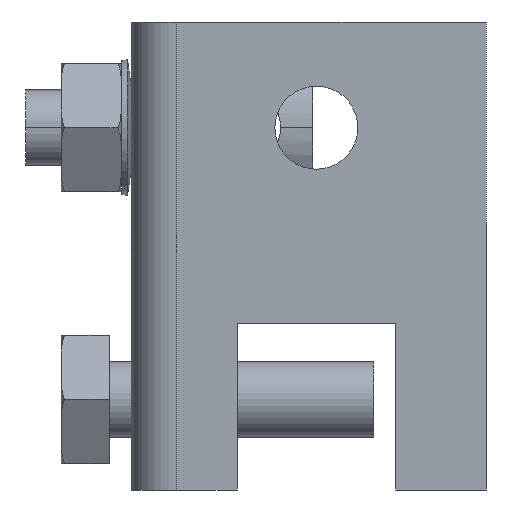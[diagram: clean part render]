
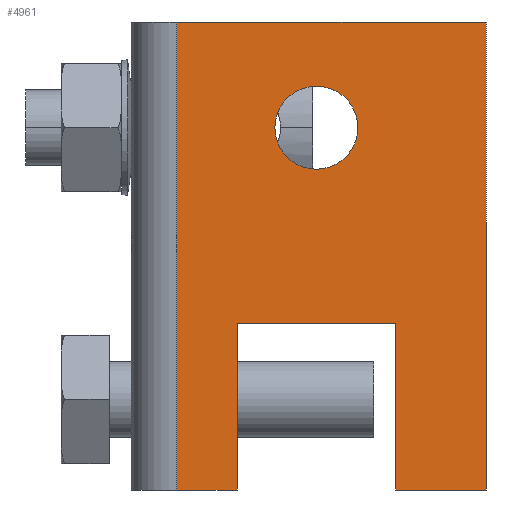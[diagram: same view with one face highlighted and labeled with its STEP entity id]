
A CAD part, left-side view. The second image highlights one B-rep face of the part: STEP entity #4961.
In plain terms, the highlighted planar face has unit normal (-1, 0, 0).
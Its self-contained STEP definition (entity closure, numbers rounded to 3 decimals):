
#167 = EDGE_CURVE ( 'NONE', #1251, #5467, #5827, .T. ) ;
#238 = LINE ( 'NONE', #3080, #4358 ) ;
#275 = DIRECTION ( 'NONE',  ( 0., 0., -1. ) ) ;
#479 = ORIENTED_EDGE ( 'NONE', *, *, #2921, .F. ) ;
#483 = CARTESIAN_POINT ( 'NONE',  ( 39.249, 42.867, 27. ) ) ;
#656 = CARTESIAN_POINT ( 'NONE',  ( 39.249, 38.367, 41. ) ) ;
#752 = DIRECTION ( 'NONE',  ( 0., 0., -1. ) ) ;
#795 = CARTESIAN_POINT ( 'NONE',  ( 39.249, 38.367, 35. ) ) ;
#805 = ORIENTED_EDGE ( 'NONE', *, *, #2461, .F. ) ;
#836 = EDGE_CURVE ( 'NONE', #5566, #4984, #3412, .T. ) ;
#1011 = LINE ( 'NONE', #2936, #4447 ) ;
#1017 = CARTESIAN_POINT ( 'NONE',  ( 39.249, 20.367, -21. ) ) ;
#1059 = VERTEX_POINT ( 'NONE', #3021 ) ;
#1105 = ORIENTED_EDGE ( 'NONE', *, *, #6112, .F. ) ;
#1137 = VECTOR ( 'NONE', #5359, 1000. ) ;
#1138 = FACE_OUTER_BOUND ( 'NONE', #3103, .T. ) ;
#1169 = CARTESIAN_POINT ( 'NONE',  ( 39.249, 38.367, -21. ) ) ;
#1251 = VERTEX_POINT ( 'NONE', #1679 ) ;
#1379 = DIRECTION ( 'NONE',  ( 0., 0., 1. ) ) ;
#1507 = VECTOR ( 'NONE', #752, 1000. ) ;
#1591 = VERTEX_POINT ( 'NONE', #4968 ) ;
#1603 = FACE_BOUND ( 'NONE', #3800, .T. ) ;
#1625 = LINE ( 'NONE', #3562, #2018 ) ;
#1629 = DIRECTION ( 'NONE',  ( 0., 1., 0. ) ) ;
#1679 = CARTESIAN_POINT ( 'NONE',  ( 39.249, 61.367, 41. ) ) ;
#1697 = VECTOR ( 'NONE', #3544, 1000. ) ;
#1722 = VERTEX_POINT ( 'NONE', #1817 ) ;
#1726 = CARTESIAN_POINT ( 'NONE',  ( 39.249, 20.367, 35. ) ) ;
#1750 = DIRECTION ( 'NONE',  ( 0., 0., 1. ) ) ;
#1817 = CARTESIAN_POINT ( 'NONE',  ( 39.249, 32.367, 1. ) ) ;
#1906 = CIRCLE ( 'NONE', #3132, 5.5 ) ;
#2018 = VECTOR ( 'NONE', #3678, 1000. ) ;
#2138 = ORIENTED_EDGE ( 'NONE', *, *, #4776, .F. ) ;
#2246 = CARTESIAN_POINT ( 'NONE',  ( 39.249, 61.367, -21. ) ) ;
#2388 = DIRECTION ( 'NONE',  ( -1., 0., 0. ) ) ;
#2461 = EDGE_CURVE ( 'NONE', #1722, #6009, #238, .T. ) ;
#2565 = DIRECTION ( 'NONE',  ( 0., -1., 0. ) ) ;
#2634 = DIRECTION ( 'NONE',  ( -1., 0., 0. ) ) ;
#2893 = VERTEX_POINT ( 'NONE', #2246 ) ;
#2921 = EDGE_CURVE ( 'NONE', #5467, #5566, #4118, .T. ) ;
#2936 = CARTESIAN_POINT ( 'NONE',  ( 39.249, 61.367, 35. ) ) ;
#3021 = CARTESIAN_POINT ( 'NONE',  ( 39.249, 42.867, 21.5 ) ) ;
#3080 = CARTESIAN_POINT ( 'NONE',  ( 39.249, 38.367, 1. ) ) ;
#3089 = DIRECTION ( 'NONE',  ( 1., 0., 0. ) ) ;
#3103 = EDGE_LOOP ( 'NONE', ( #4755, #2138, #805, #3581, #6002, #479, #3566, #3907 ) ) ;
#3132 = AXIS2_PLACEMENT_3D ( 'NONE', #5978, #2634, #4626 ) ;
#3412 = LINE ( 'NONE', #4533, #1137 ) ;
#3544 = DIRECTION ( 'NONE',  ( 0., 1., 0. ) ) ;
#3562 = CARTESIAN_POINT ( 'NONE',  ( 39.249, 32.367, 35. ) ) ;
#3566 = ORIENTED_EDGE ( 'NONE', *, *, #167, .F. ) ;
#3581 = ORIENTED_EDGE ( 'NONE', *, *, #3778, .F. ) ;
#3589 = VERTEX_POINT ( 'NONE', #5751 ) ;
#3678 = DIRECTION ( 'NONE',  ( 0., 0., 1. ) ) ;
#3696 = LINE ( 'NONE', #5059, #5623 ) ;
#3737 = AXIS2_PLACEMENT_3D ( 'NONE', #795, #3089, #275 ) ;
#3778 = EDGE_CURVE ( 'NONE', #4984, #1722, #1625, .T. ) ;
#3800 = EDGE_LOOP ( 'NONE', ( #1105, #5474 ) ) ;
#3898 = EDGE_CURVE ( 'NONE', #1059, #3589, #1906, .T. ) ;
#3907 = ORIENTED_EDGE ( 'NONE', *, *, #4617, .F. ) ;
#4112 = EDGE_CURVE ( 'NONE', #1591, #2893, #4531, .T. ) ;
#4118 = LINE ( 'NONE', #1726, #1507 ) ;
#4177 = CARTESIAN_POINT ( 'NONE',  ( 39.249, 53.367, 1. ) ) ;
#4358 = VECTOR ( 'NONE', #1629, 1000. ) ;
#4447 = VECTOR ( 'NONE', #1379, 1000. ) ;
#4448 = VECTOR ( 'NONE', #2565, 1000. ) ;
#4531 = LINE ( 'NONE', #1169, #1697 ) ;
#4533 = CARTESIAN_POINT ( 'NONE',  ( 39.249, 38.367, -21. ) ) ;
#4547 = CIRCLE ( 'NONE', #5322, 5.5 ) ;
#4617 = EDGE_CURVE ( 'NONE', #2893, #1251, #1011, .T. ) ;
#4620 = DIRECTION ( 'NONE',  ( 0., 0., -1. ) ) ;
#4626 = DIRECTION ( 'NONE',  ( 0., 0., 1. ) ) ;
#4755 = ORIENTED_EDGE ( 'NONE', *, *, #4112, .F. ) ;
#4776 = EDGE_CURVE ( 'NONE', #6009, #1591, #3696, .T. ) ;
#4961 = ADVANCED_FACE ( 'NONE', ( #1603, #1138 ), #5320, .F. ) ;
#4968 = CARTESIAN_POINT ( 'NONE',  ( 39.249, 53.367, -21. ) ) ;
#4984 = VERTEX_POINT ( 'NONE', #5018 ) ;
#5018 = CARTESIAN_POINT ( 'NONE',  ( 39.249, 32.367, -21. ) ) ;
#5059 = CARTESIAN_POINT ( 'NONE',  ( 39.249, 53.367, 35. ) ) ;
#5320 = PLANE ( 'NONE',  #3737 ) ;
#5322 = AXIS2_PLACEMENT_3D ( 'NONE', #483, #2388, #1750 ) ;
#5359 = DIRECTION ( 'NONE',  ( 0., 1., 0. ) ) ;
#5380 = CARTESIAN_POINT ( 'NONE',  ( 39.249, 20.367, 41. ) ) ;
#5467 = VERTEX_POINT ( 'NONE', #5380 ) ;
#5474 = ORIENTED_EDGE ( 'NONE', *, *, #3898, .F. ) ;
#5566 = VERTEX_POINT ( 'NONE', #1017 ) ;
#5623 = VECTOR ( 'NONE', #4620, 1000. ) ;
#5751 = CARTESIAN_POINT ( 'NONE',  ( 39.249, 42.867, 32.5 ) ) ;
#5827 = LINE ( 'NONE', #656, #4448 ) ;
#5978 = CARTESIAN_POINT ( 'NONE',  ( 39.249, 42.867, 27. ) ) ;
#6002 = ORIENTED_EDGE ( 'NONE', *, *, #836, .F. ) ;
#6009 = VERTEX_POINT ( 'NONE', #4177 ) ;
#6112 = EDGE_CURVE ( 'NONE', #3589, #1059, #4547, .T. ) ;
